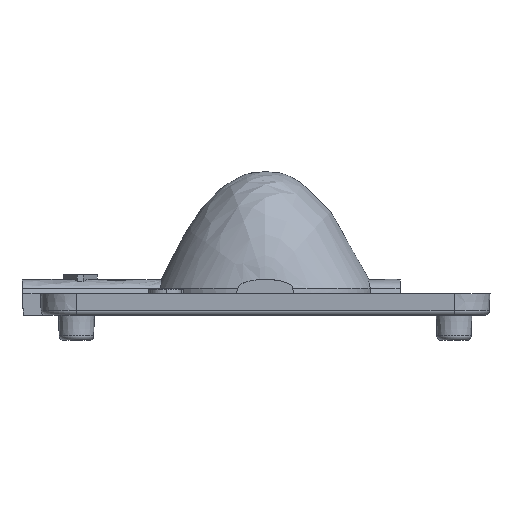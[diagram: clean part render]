
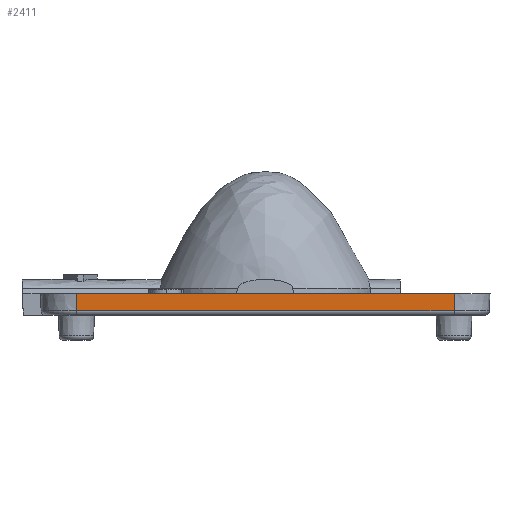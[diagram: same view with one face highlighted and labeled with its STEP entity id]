
A CAD part, front view. The second image highlights one B-rep face of the part: STEP entity #2411.
In plain terms, the highlighted planar face has unit normal (0, -0.999, -0.035).
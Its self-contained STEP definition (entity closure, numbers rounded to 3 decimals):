
#286 = EDGE_CURVE ( 'NONE', #2747, #5703, #396, .T. ) ;
#342 = EDGE_CURVE ( 'NONE', #1311, #2747, #4235, .T. ) ;
#396 = LINE ( 'NONE', #1109, #1662 ) ;
#401 = CARTESIAN_POINT ( 'NONE',  ( 10.5, -12.5, 1.2 ) ) ;
#417 = CARTESIAN_POINT ( 'NONE',  ( 10.5, -12.467, 0.241 ) ) ;
#581 = CARTESIAN_POINT ( 'NONE',  ( -10.5, -12.5, 1.2 ) ) ;
#1016 = DIRECTION ( 'NONE',  ( 0., 0.035, -0.999 ) ) ;
#1109 = CARTESIAN_POINT ( 'NONE',  ( -10.5, -12.5, 1.2 ) ) ;
#1311 = VERTEX_POINT ( 'NONE', #6139 ) ;
#1658 = DIRECTION ( 'NONE',  ( 1., 0., 0. ) ) ;
#1662 = VECTOR ( 'NONE', #1658, 1000. ) ;
#2285 = LINE ( 'NONE', #401, #3581 ) ;
#2411 = ADVANCED_FACE ( 'NONE', ( #2986 ), #4286, .T. ) ;
#2431 = CARTESIAN_POINT ( 'NONE',  ( 10.5, -12.5, 1.2 ) ) ;
#2747 = VERTEX_POINT ( 'NONE', #4152 ) ;
#2763 = EDGE_CURVE ( 'NONE', #1311, #4682, #4344, .T. ) ;
#2843 = ORIENTED_EDGE ( 'NONE', *, *, #286, .F. ) ;
#2914 = VECTOR ( 'NONE', #6341, 1000. ) ;
#2986 = FACE_OUTER_BOUND ( 'NONE', #4623, .T. ) ;
#3115 = CARTESIAN_POINT ( 'NONE',  ( 10.5, -12.467, 0.241 ) ) ;
#3581 = VECTOR ( 'NONE', #4466, 1000. ) ;
#3887 = DIRECTION ( 'NONE',  ( 0., -0.035, 0.999 ) ) ;
#3938 = EDGE_CURVE ( 'NONE', #4682, #5703, #2285, .T. ) ;
#4152 = CARTESIAN_POINT ( 'NONE',  ( -10.5, -12.5, 1.2 ) ) ;
#4235 = LINE ( 'NONE', #581, #5504 ) ;
#4286 = PLANE ( 'NONE',  #4499 ) ;
#4344 = LINE ( 'NONE', #3115, #2914 ) ;
#4466 = DIRECTION ( 'NONE',  ( 0., -0.035, 0.999 ) ) ;
#4499 = AXIS2_PLACEMENT_3D ( 'NONE', #4822, #6436, #1016 ) ;
#4623 = EDGE_LOOP ( 'NONE', ( #6472, #6650, #6817, #2843 ) ) ;
#4682 = VERTEX_POINT ( 'NONE', #417 ) ;
#4822 = CARTESIAN_POINT ( 'NONE',  ( 0., -12.5, 1.2 ) ) ;
#5504 = VECTOR ( 'NONE', #3887, 1000. ) ;
#5703 = VERTEX_POINT ( 'NONE', #2431 ) ;
#6139 = CARTESIAN_POINT ( 'NONE',  ( -10.5, -12.467, 0.241 ) ) ;
#6341 = DIRECTION ( 'NONE',  ( 1., 0., 0. ) ) ;
#6436 = DIRECTION ( 'NONE',  ( 0., -0.999, -0.035 ) ) ;
#6472 = ORIENTED_EDGE ( 'NONE', *, *, #342, .F. ) ;
#6650 = ORIENTED_EDGE ( 'NONE', *, *, #2763, .T. ) ;
#6817 = ORIENTED_EDGE ( 'NONE', *, *, #3938, .T. ) ;
